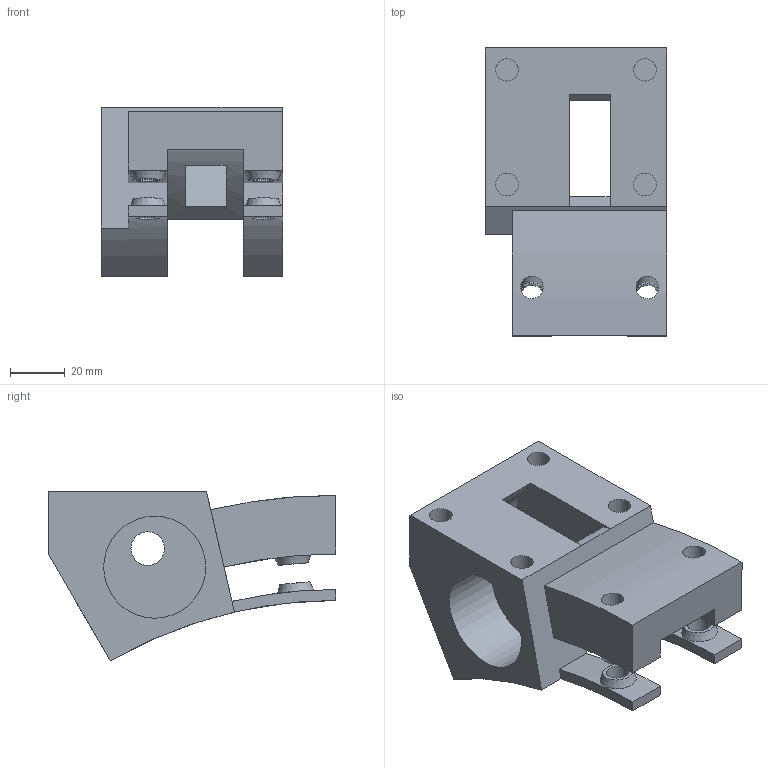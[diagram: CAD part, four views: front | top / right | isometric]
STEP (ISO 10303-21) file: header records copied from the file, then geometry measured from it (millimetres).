
FILE_DESCRIPTION(('STEP AP214'), '1');
FILE_NAME('Carriage_2 (V1)', '', ('UNSPECIFIED'), ('UNSPECIFIED'), 'C3D Converter', 'C3D Toolkit', '');
FILE_SCHEMA(('AUTOMOTIVE_DESIGN { 1 0 10303 214 3 1 1}'));
Length unit declared in the file: millimetre
Bounding box: 66.6 x 105.5 x 62.26 mm (x, y, z)
Volume: 165228 mm3; surface area: 41351 mm2
Topology: 1 solids, 1 shells, 55 faces, 130 edges, 86 vertices
Faces by surface type: plane 29, cylinder 21, cone 4, extrusion 1
Full cylindrical faces by diameter (mm): 8.3 x8, 12.3 x2, 22.3 x1, 37.4 x1
Entity records: 2472 total; most frequent: CARTESIAN_POINT 1169, DIRECTION 260, ORIENTED_EDGE 228, EDGE_CURVE 114, AXIS2_PLACEMENT_3D 100, EDGE_LOOP 94, VERTEX_POINT 86, FACE_BOUND 62
